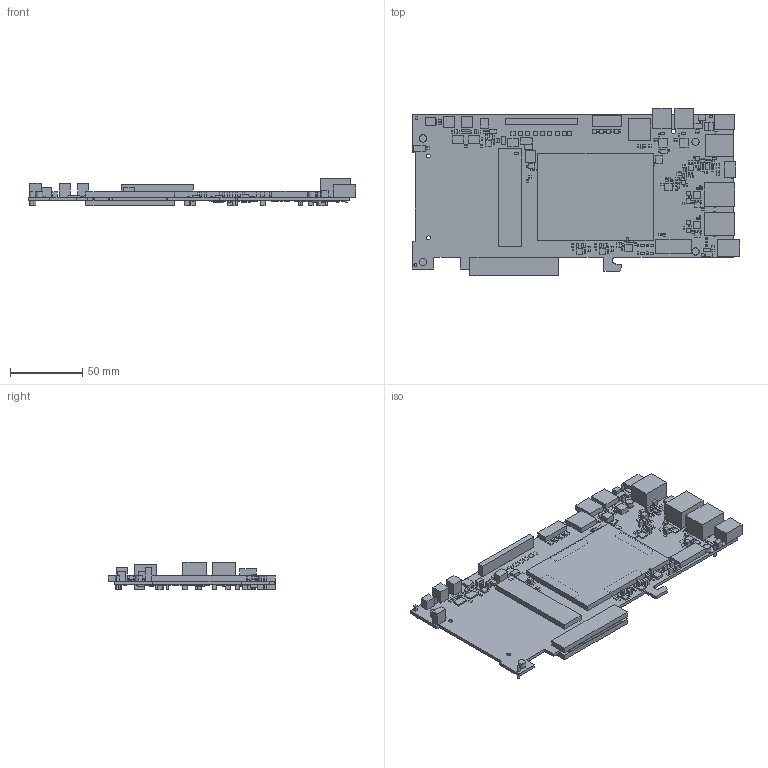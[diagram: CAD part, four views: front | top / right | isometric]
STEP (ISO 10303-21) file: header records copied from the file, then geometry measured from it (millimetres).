
FILE_DESCRIPTION(/* description */ ('PCB Design'),/* implementation_level */ '2;1');
FILE_NAME(/* name */ 'Z7-P',/* time_stamp */ '2023-04-14T13:27:00+08:00',/* author */ ('ALINX92'),/* organization */ (''),/* preprocessor_version */ 'ST-DEVELOPER v15',/* originating_system */ 'allegro_16.6-2015S099',/* authorisation */ '');
FILE_SCHEMA (('AUTOMOTIVE_DESIGN'));
Length unit declared in the file: millimetre
Products named in the file (72): Z7-P; BOARD; COMPONENTS; WTB-2P_1_25; R0603; SMA_P; KEY_4X4X1_5; LVS303010; QFN40-5X5; OSC3225; WLCSP12; QFN24-050-4X4-H2R7; TYPE-C-24P-0_5; WQFN30; MARK1_5; L0603; OSC6-3225; C0603; C0805; DRL4_22X6_2; 4P4_1_27MM; FCTSOT23-6; MARK; L5_4X5_2; R1210; D7343; L4_4X4_2; XH2-2_54_WHITE; SOT-223; TS-026-3_3D8; LED_D3_WX2; RN-8P; IDC-40J; CON_MOL_5569_6P; H2X1; ASP_134486_MAIN_FEMALE_S; JTAG-10; PVQFN-N16; QFN-28; BAS16XV2T1G ...
Assembly tree (538 placements, depth 3):
  Z7-P
    BOARD
    COMPONENTS
      WTB-2P_1_25
      R0603  x4
      SMA_P  x2
      KEY_4X4X1_5  x2
      LVS303010  x2
      QFN40-5X5  x2
      OSC3225  x3
      WLCSP12
      QFN24-050-4X4-H2R7
      TYPE-C-24P-0_5
      WQFN30
      MARK1_5
      L0603  x15
      OSC6-3225
      C0603  x13
      C0805  x33
      DRL4_22X6_2  x2
      4P4_1_27MM
      FCTSOT23-6
      MARK  x4
      L5_4X5_2
      R1210
      D7343
      L4_4X4_2  x3
      XH2-2_54_WHITE  x2
      SOT-223
      TS-026-3_3D8
      LED_D3_WX2
      RN-8P  x11
      IDC-40J
      CON_MOL_5569_6P
      H2X1
      ASP_134486_MAIN_FEMALE_S
      JTAG-10
      PVQFN-N16
      QFN-28  x2
      BAS16XV2T1G  x2
      MDT420M02001_PCIE
      C0402  x168
      LED_0805  x6
      R0402  x174
      QFN24_RTW
      GE_RJ45  x2
      MH_250H125  x2
      MICRO_SD
      MICRO8
      SOT23-6  x9
      8S1_SOIC8
      SON10  x4
      TSSOP8  x2
      R0805  x3
      SOT23-3  x6
      MINI_USB_DIP  x2
      AXK6A2337YG  x4
      DO-214AC  x5
      QFN40
      USB3320C
Bounding box: 226.47 x 115.42 x 19.34 mm (x, y, z)
Surface area: 90040.1 mm2 (no closed solid volume)
Topology: 0 solids, 539 shells, 3686 faces, 8565 edges, 5220 vertices
Faces by surface type: plane 3283, cylinder 403
Entity records: 33206 total; most frequent: ORIENTED_EDGE 4428, CARTESIAN_POINT 3670, DIRECTION 3141, AXIS2_PLACEMENT_3D 2720, EDGE_CURVE 2471, VERTEX_POINT 1990, VECTOR 1709, LINE 1709
